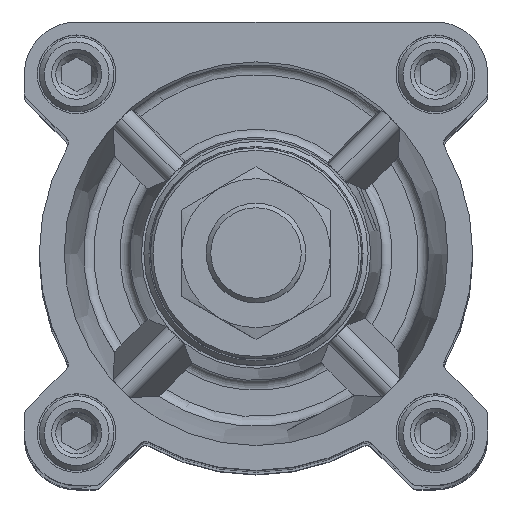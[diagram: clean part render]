
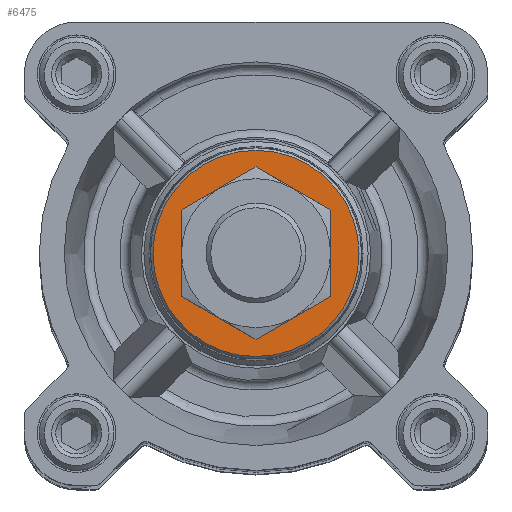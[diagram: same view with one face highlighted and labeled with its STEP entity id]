
A CAD part, top view. The second image highlights one B-rep face of the part: STEP entity #6475.
In plain terms, the highlighted planar face has unit normal (0, 0, 1).
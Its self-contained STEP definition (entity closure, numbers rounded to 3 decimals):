
#1096=PLANE('',#7158);
#1425=CIRCLE('',#7159,20.686);
#1426=CIRCLE('',#7160,12.5);
#2848=ORIENTED_EDGE('',*,*,#4053,.F.);
#2849=ORIENTED_EDGE('',*,*,#4054,.T.);
#4053=EDGE_CURVE('',#4764,#4764,#1425,.T.);
#4054=EDGE_CURVE('',#4765,#4765,#1426,.T.);
#4764=VERTEX_POINT('',#11183);
#4765=VERTEX_POINT('',#11185);
#5340=EDGE_LOOP('',(#2848));
#5341=EDGE_LOOP('',(#2849));
#5849=FACE_BOUND('',#5340,.T.);
#5850=FACE_BOUND('',#5341,.T.);
#6475=ADVANCED_FACE('',(#5849,#5850),#1096,.F.);
#7158=AXIS2_PLACEMENT_3D('',#11181,#8709,#8710);
#7159=AXIS2_PLACEMENT_3D('',#11182,#8711,#8712);
#7160=AXIS2_PLACEMENT_3D('',#11184,#8713,#8714);
#8709=DIRECTION('',(0.,0.,-1.));
#8710=DIRECTION('',(-1.,0.,0.));
#8711=DIRECTION('',(0.,0.,-1.));
#8712=DIRECTION('',(-1.,0.,0.));
#8713=DIRECTION('',(0.,0.,-1.));
#8714=DIRECTION('',(-1.,0.,0.));
#11181=CARTESIAN_POINT('',(0.,0.,34.2));
#11182=CARTESIAN_POINT('',(0.,0.,34.2));
#11183=CARTESIAN_POINT('',(-20.686,0.,34.2));
#11184=CARTESIAN_POINT('',(0.,0.,34.2));
#11185=CARTESIAN_POINT('',(-12.5,0.,34.2));
